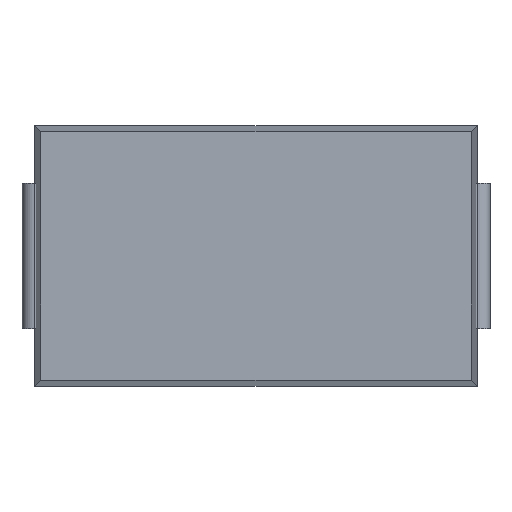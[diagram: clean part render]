
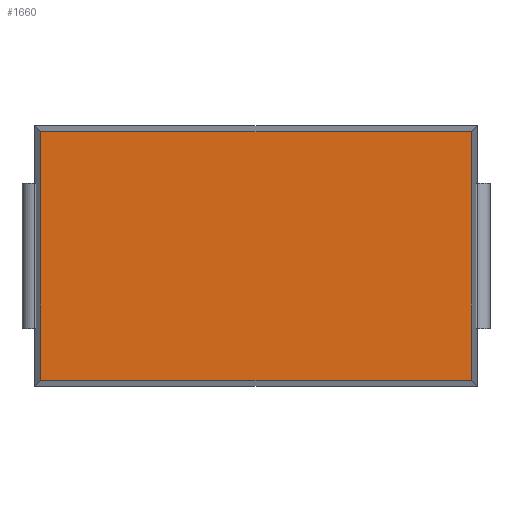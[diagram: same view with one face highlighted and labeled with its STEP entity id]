
A CAD part, top view. The second image highlights one B-rep face of the part: STEP entity #1660.
In plain terms, the highlighted planar face has unit normal (0, 0, 1).
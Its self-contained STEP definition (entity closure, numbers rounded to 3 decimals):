
#27 = VECTOR ( 'NONE', #1228, 1000. ) ;
#56 = ORIENTED_EDGE ( 'NONE', *, *, #1290, .T. ) ;
#101 = AXIS2_PLACEMENT_3D ( 'NONE', #1194, #384, #1339 ) ;
#190 = VERTEX_POINT ( 'NONE', #1596 ) ;
#224 = CARTESIAN_POINT ( 'NONE',  ( 3.65, 2.05, 1.95 ) ) ;
#310 = VERTEX_POINT ( 'NONE', #827 ) ;
#326 = EDGE_LOOP ( 'NONE', ( #648, #863, #671, #56 ) ) ;
#337 = DIRECTION ( 'NONE',  ( 1., 0., 0. ) ) ;
#348 = FACE_OUTER_BOUND ( 'NONE', #326, .T. ) ;
#356 = CARTESIAN_POINT ( 'NONE',  ( -3.55, -2.15, 1.95 ) ) ;
#384 = DIRECTION ( 'NONE',  ( 0., 0., 1. ) ) ;
#416 = DIRECTION ( 'NONE',  ( 0., 1., 0. ) ) ;
#426 = EDGE_CURVE ( 'NONE', #632, #1474, #1182, .T. ) ;
#632 = VERTEX_POINT ( 'NONE', #1018 ) ;
#648 = ORIENTED_EDGE ( 'NONE', *, *, #1562, .T. ) ;
#671 = ORIENTED_EDGE ( 'NONE', *, *, #426, .T. ) ;
#827 = CARTESIAN_POINT ( 'NONE',  ( -3.55, -2.05, 1.95 ) ) ;
#863 = ORIENTED_EDGE ( 'NONE', *, *, #1209, .T. ) ;
#970 = VECTOR ( 'NONE', #337, 1000. ) ;
#1018 = CARTESIAN_POINT ( 'NONE',  ( 3.55, -2.05, 1.95 ) ) ;
#1182 = LINE ( 'NONE', #1638, #1261 ) ;
#1184 = VECTOR ( 'NONE', #1191, 1000. ) ;
#1191 = DIRECTION ( 'NONE',  ( 0., -1., 0. ) ) ;
#1194 = CARTESIAN_POINT ( 'NONE',  ( 0., 0., 1.95 ) ) ;
#1209 = EDGE_CURVE ( 'NONE', #310, #632, #1342, .T. ) ;
#1228 = DIRECTION ( 'NONE',  ( -1., 0., 0. ) ) ;
#1261 = VECTOR ( 'NONE', #416, 1000. ) ;
#1290 = EDGE_CURVE ( 'NONE', #1474, #190, #1678, .T. ) ;
#1339 = DIRECTION ( 'NONE',  ( 1., 0., 0. ) ) ;
#1342 = LINE ( 'NONE', #1444, #970 ) ;
#1444 = CARTESIAN_POINT ( 'NONE',  ( 3.65, -2.05, 1.95 ) ) ;
#1464 = PLANE ( 'NONE',  #101 ) ;
#1474 = VERTEX_POINT ( 'NONE', #1487 ) ;
#1487 = CARTESIAN_POINT ( 'NONE',  ( 3.55, 2.05, 1.95 ) ) ;
#1562 = EDGE_CURVE ( 'NONE', #190, #310, #1704, .T. ) ;
#1596 = CARTESIAN_POINT ( 'NONE',  ( -3.55, 2.05, 1.95 ) ) ;
#1638 = CARTESIAN_POINT ( 'NONE',  ( 3.55, -2.15, 1.95 ) ) ;
#1660 = ADVANCED_FACE ( 'NONE', ( #348 ), #1464, .T. ) ;
#1678 = LINE ( 'NONE', #224, #27 ) ;
#1704 = LINE ( 'NONE', #356, #1184 ) ;
